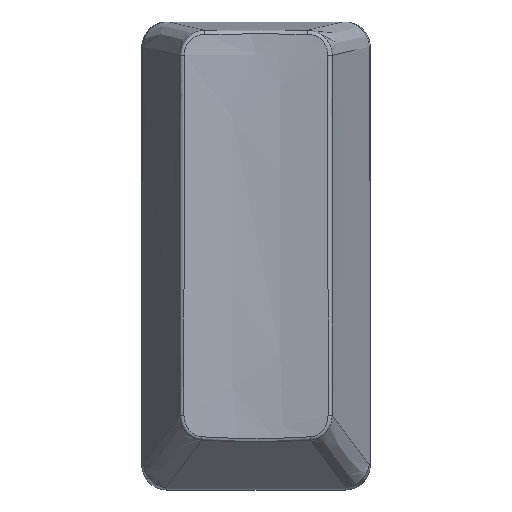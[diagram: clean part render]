
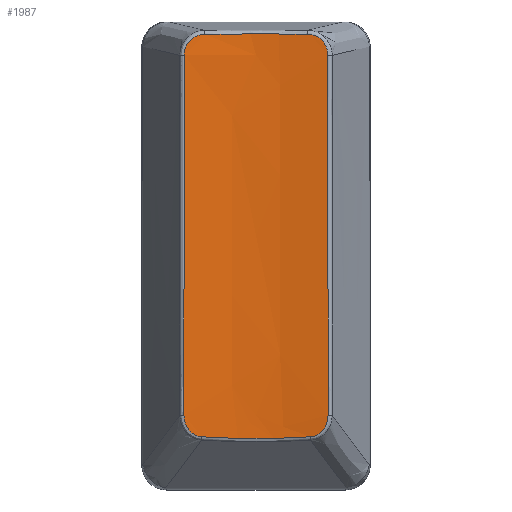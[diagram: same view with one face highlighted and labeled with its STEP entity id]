
A CAD part, top view. The second image highlights one B-rep face of the part: STEP entity #1987.
In plain terms, the highlighted free-form (B-spline) face has degree [1, 2] with [2, 3] control points.
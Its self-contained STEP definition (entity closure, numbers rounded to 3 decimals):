
#14=(
BOUNDED_SURFACE()
B_SPLINE_SURFACE(1,2,((#4907,#4908,#4909),(#4910,#4911,#4912)),
 .UNSPECIFIED.,.F.,.F.,.F.)
B_SPLINE_SURFACE_WITH_KNOTS((2,2),(3,3),(-0.9,0.071),
(-1.744,-1.397),.UNSPECIFIED.)
GEOMETRIC_REPRESENTATION_ITEM()
RATIONAL_B_SPLINE_SURFACE(((1.,0.985,1.),(1.,0.985,
1.)))
REPRESENTATION_ITEM('')
SURFACE()
);
#224=B_SPLINE_CURVE_WITH_KNOTS('',3,(#4649,#4650,#4651,#4652),
 .UNSPECIFIED.,.F.,.F.,(4,4),(0.,0.823),.UNSPECIFIED.);
#226=B_SPLINE_CURVE_WITH_KNOTS('',3,(#4686,#4687,#4688,#4689,#4690),
 .UNSPECIFIED.,.F.,.F.,(4,1,4),(0.,0.113,
0.264),.UNSPECIFIED.);
#228=B_SPLINE_CURVE_WITH_KNOTS('',3,(#4718,#4719,#4720,#4721),
 .UNSPECIFIED.,.F.,.F.,(4,4),(0.,2.862),
 .UNSPECIFIED.);
#230=B_SPLINE_CURVE_WITH_KNOTS('',3,(#4754,#4755,#4756,#4757,#4758),
 .UNSPECIFIED.,.F.,.F.,(4,1,4),(0.,0.142,0.248),
 .UNSPECIFIED.);
#231=B_SPLINE_CURVE_WITH_KNOTS('',3,(#4781,#4782,#4783,#4784),
 .UNSPECIFIED.,.F.,.F.,(4,4),(0.,0.872),
 .UNSPECIFIED.);
#232=B_SPLINE_CURVE_WITH_KNOTS('',3,(#4812,#4813,#4814,#4815,#4816),
 .UNSPECIFIED.,.F.,.F.,(4,1,4),(0.,0.106,
0.248),.UNSPECIFIED.);
#233=B_SPLINE_CURVE_WITH_KNOTS('',3,(#4839,#4840,#4841,#4842),
 .UNSPECIFIED.,.F.,.F.,(4,4),(0.,2.862),.UNSPECIFIED.);
#235=B_SPLINE_CURVE_WITH_KNOTS('',3,(#4873,#4874,#4875,#4876,#4877),
 .UNSPECIFIED.,.F.,.F.,(4,1,4),(0.,0.113,
0.264),.UNSPECIFIED.);
#570=FACE_OUTER_BOUND('',#695,.T.);
#695=EDGE_LOOP('',(#1762,#1763,#1764,#1765,#1766,#1767,#1768,#1769));
#915=VERTEX_POINT('',#4639);
#918=VERTEX_POINT('',#4647);
#919=VERTEX_POINT('',#4678);
#921=VERTEX_POINT('',#4711);
#923=VERTEX_POINT('',#4747);
#924=VERTEX_POINT('',#4779);
#925=VERTEX_POINT('',#4810);
#926=VERTEX_POINT('',#4837);
#1198=EDGE_CURVE('',#918,#915,#224,.T.);
#1201=EDGE_CURVE('',#915,#919,#226,.T.);
#1204=EDGE_CURVE('',#919,#921,#228,.T.);
#1207=EDGE_CURVE('',#921,#923,#230,.T.);
#1209=EDGE_CURVE('',#923,#924,#231,.T.);
#1211=EDGE_CURVE('',#924,#925,#232,.T.);
#1213=EDGE_CURVE('',#925,#926,#233,.T.);
#1215=EDGE_CURVE('',#926,#918,#235,.T.);
#1762=ORIENTED_EDGE('',*,*,#1198,.F.);
#1763=ORIENTED_EDGE('',*,*,#1215,.F.);
#1764=ORIENTED_EDGE('',*,*,#1213,.F.);
#1765=ORIENTED_EDGE('',*,*,#1211,.F.);
#1766=ORIENTED_EDGE('',*,*,#1209,.F.);
#1767=ORIENTED_EDGE('',*,*,#1207,.F.);
#1768=ORIENTED_EDGE('',*,*,#1204,.F.);
#1769=ORIENTED_EDGE('',*,*,#1201,.F.);
#1987=ADVANCED_FACE('',(#570),#14,.T.);
#4639=CARTESIAN_POINT('',(4.068,17.62,8.096));
#4647=CARTESIAN_POINT('',(-4.068,17.62,8.096));
#4649=CARTESIAN_POINT('Ctrl Pts',(-4.068,17.62,8.096));
#4650=CARTESIAN_POINT('Ctrl Pts',(-1.37,17.649,7.763));
#4651=CARTESIAN_POINT('Ctrl Pts',(1.37,17.649,7.763));
#4652=CARTESIAN_POINT('Ctrl Pts',(4.068,17.62,8.096));
#4678=CARTESIAN_POINT('',(5.723,15.94,8.329));
#4686=CARTESIAN_POINT('Ctrl Pts',(4.068,17.62,8.096));
#4687=CARTESIAN_POINT('Ctrl Pts',(4.439,17.616,8.141));
#4688=CARTESIAN_POINT('Ctrl Pts',(5.306,17.315,8.264));
#4689=CARTESIAN_POINT('Ctrl Pts',(5.723,16.444,8.333));
#4690=CARTESIAN_POINT('Ctrl Pts',(5.723,15.94,8.329));
#4711=CARTESIAN_POINT('',(5.726,-12.677,8.111));
#4718=CARTESIAN_POINT('Ctrl Pts',(5.723,15.94,8.329));
#4719=CARTESIAN_POINT('Ctrl Pts',(5.724,6.401,8.257));
#4720=CARTESIAN_POINT('Ctrl Pts',(5.725,-3.138,8.184));
#4721=CARTESIAN_POINT('Ctrl Pts',(5.726,-12.677,8.111));
#4747=CARTESIAN_POINT('',(4.303,-14.39,7.881));
#4754=CARTESIAN_POINT('Ctrl Pts',(5.726,-12.677,8.111));
#4755=CARTESIAN_POINT('Ctrl Pts',(5.726,-13.149,8.107));
#4756=CARTESIAN_POINT('Ctrl Pts',(5.434,-13.993,8.047));
#4757=CARTESIAN_POINT('Ctrl Pts',(4.651,-14.367,7.926));
#4758=CARTESIAN_POINT('Ctrl Pts',(4.303,-14.39,7.881));
#4779=CARTESIAN_POINT('',(-4.303,-14.39,7.881));
#4781=CARTESIAN_POINT('Ctrl Pts',(4.303,-14.39,7.881));
#4782=CARTESIAN_POINT('Ctrl Pts',(1.455,-14.583,7.507));
#4783=CARTESIAN_POINT('Ctrl Pts',(-1.455,-14.583,7.507));
#4784=CARTESIAN_POINT('Ctrl Pts',(-4.303,-14.39,7.881));
#4810=CARTESIAN_POINT('',(-5.726,-12.677,8.111));
#4812=CARTESIAN_POINT('Ctrl Pts',(-4.303,-14.39,7.881));
#4813=CARTESIAN_POINT('Ctrl Pts',(-4.651,-14.367,7.926));
#4814=CARTESIAN_POINT('Ctrl Pts',(-5.435,-13.993,8.047));
#4815=CARTESIAN_POINT('Ctrl Pts',(-5.726,-13.149,8.107));
#4816=CARTESIAN_POINT('Ctrl Pts',(-5.726,-12.677,8.111));
#4837=CARTESIAN_POINT('',(-5.723,15.94,8.329));
#4839=CARTESIAN_POINT('Ctrl Pts',(-5.726,-12.677,8.111));
#4840=CARTESIAN_POINT('Ctrl Pts',(-5.725,-3.138,8.184));
#4841=CARTESIAN_POINT('Ctrl Pts',(-5.724,6.401,8.257));
#4842=CARTESIAN_POINT('Ctrl Pts',(-5.723,15.94,8.329));
#4873=CARTESIAN_POINT('Ctrl Pts',(-5.723,15.94,8.329));
#4874=CARTESIAN_POINT('Ctrl Pts',(-5.723,16.318,8.332));
#4875=CARTESIAN_POINT('Ctrl Pts',(-5.42,17.202,8.283));
#4876=CARTESIAN_POINT('Ctrl Pts',(-4.563,17.614,8.157));
#4877=CARTESIAN_POINT('Ctrl Pts',(-4.068,17.62,8.096));
#4907=CARTESIAN_POINT('Ctrl Pts',(5.726,-14.551,8.097));
#4908=CARTESIAN_POINT('Ctrl Pts',(0.,-14.543,
7.095));
#4909=CARTESIAN_POINT('Ctrl Pts',(-5.726,-14.551,8.097));
#4910=CARTESIAN_POINT('Ctrl Pts',(5.726,17.645,8.343));
#4911=CARTESIAN_POINT('Ctrl Pts',(0.,17.652,
7.342));
#4912=CARTESIAN_POINT('Ctrl Pts',(-5.726,17.645,8.343));
